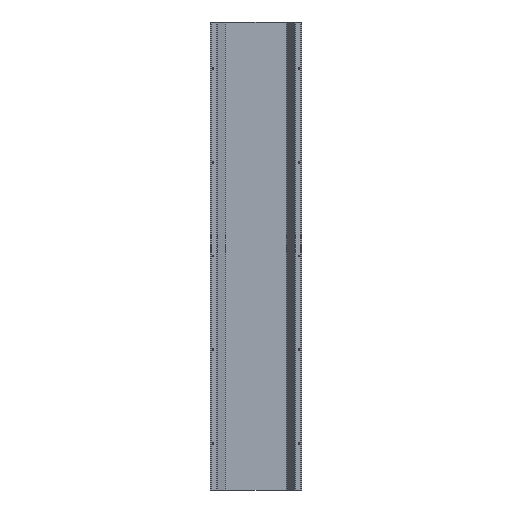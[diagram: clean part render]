
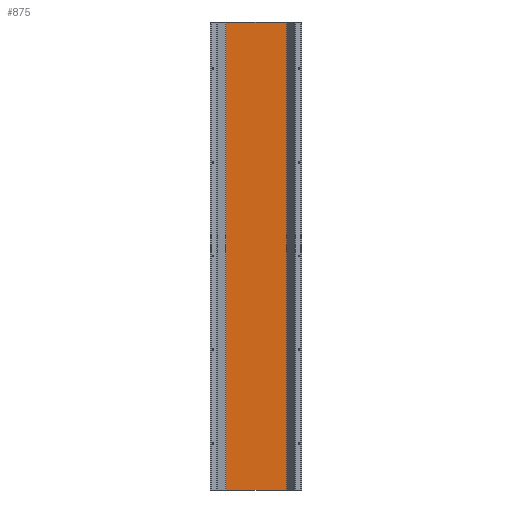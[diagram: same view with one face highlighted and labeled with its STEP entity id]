
A CAD part, front view. The second image highlights one B-rep face of the part: STEP entity #875.
In plain terms, the highlighted planar face has unit normal (0, -1, 0).
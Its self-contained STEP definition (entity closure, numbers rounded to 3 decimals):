
#175 = ORIENTED_EDGE ( 'NONE', *, *, #1344, .T. ) ;
#293 = EDGE_CURVE ( 'NONE', #1366, #2500, #757, .T. ) ;
#757 = LINE ( 'NONE', #1678, #923 ) ;
#875 = ADVANCED_FACE ( 'NONE', ( #2180 ), #2390, .F. ) ;
#923 = VECTOR ( 'NONE', #1690, 1000. ) ;
#1011 = AXIS2_PLACEMENT_3D ( 'NONE', #2396, #2350, #2344 ) ;
#1137 = LINE ( 'NONE', #2773, #2640 ) ;
#1253 = VERTEX_POINT ( 'NONE', #1516 ) ;
#1344 = EDGE_CURVE ( 'NONE', #1366, #1253, #2179, .T. ) ;
#1347 = EDGE_CURVE ( 'NONE', #2500, #2652, #1137, .T. ) ;
#1366 = VERTEX_POINT ( 'NONE', #2759 ) ;
#1440 = CARTESIAN_POINT ( 'NONE',  ( 100.366, -1.5, -775. ) ) ;
#1516 = CARTESIAN_POINT ( 'NONE',  ( -100.366, -1.5, -775. ) ) ;
#1537 = EDGE_LOOP ( 'NONE', ( #2263, #1570, #2573, #175 ) ) ;
#1570 = ORIENTED_EDGE ( 'NONE', *, *, #1347, .F. ) ;
#1678 = CARTESIAN_POINT ( 'NONE',  ( 102.099, -1.5, 775. ) ) ;
#1685 = VECTOR ( 'NONE', #2777, 1000. ) ;
#1690 = DIRECTION ( 'NONE',  ( 1., 0., 0. ) ) ;
#1838 = DIRECTION ( 'NONE',  ( 1., 0., 0. ) ) ;
#1877 = CARTESIAN_POINT ( 'NONE',  ( 102.099, -1.5, -775. ) ) ;
#2114 = EDGE_CURVE ( 'NONE', #1253, #2652, #2776, .T. ) ;
#2179 = LINE ( 'NONE', #2844, #1685 ) ;
#2180 = FACE_OUTER_BOUND ( 'NONE', #1537, .T. ) ;
#2263 = ORIENTED_EDGE ( 'NONE', *, *, #2114, .T. ) ;
#2344 = DIRECTION ( 'NONE',  ( -1., 0., 0. ) ) ;
#2350 = DIRECTION ( 'NONE',  ( 0., 1., 0. ) ) ;
#2390 = PLANE ( 'NONE',  #1011 ) ;
#2396 = CARTESIAN_POINT ( 'NONE',  ( 102.099, -1.5, 775. ) ) ;
#2500 = VERTEX_POINT ( 'NONE', #2756 ) ;
#2573 = ORIENTED_EDGE ( 'NONE', *, *, #293, .F. ) ;
#2640 = VECTOR ( 'NONE', #2788, 1000. ) ;
#2652 = VERTEX_POINT ( 'NONE', #1440 ) ;
#2715 = VECTOR ( 'NONE', #1838, 1000. ) ;
#2756 = CARTESIAN_POINT ( 'NONE',  ( 100.366, -1.5, 775. ) ) ;
#2759 = CARTESIAN_POINT ( 'NONE',  ( -100.366, -1.5, 775. ) ) ;
#2773 = CARTESIAN_POINT ( 'NONE',  ( 100.366, -1.5, 775. ) ) ;
#2776 = LINE ( 'NONE', #1877, #2715 ) ;
#2777 = DIRECTION ( 'NONE',  ( 0., 0., -1. ) ) ;
#2788 = DIRECTION ( 'NONE',  ( 0., 0., -1. ) ) ;
#2844 = CARTESIAN_POINT ( 'NONE',  ( -100.366, -1.5, 775. ) ) ;
